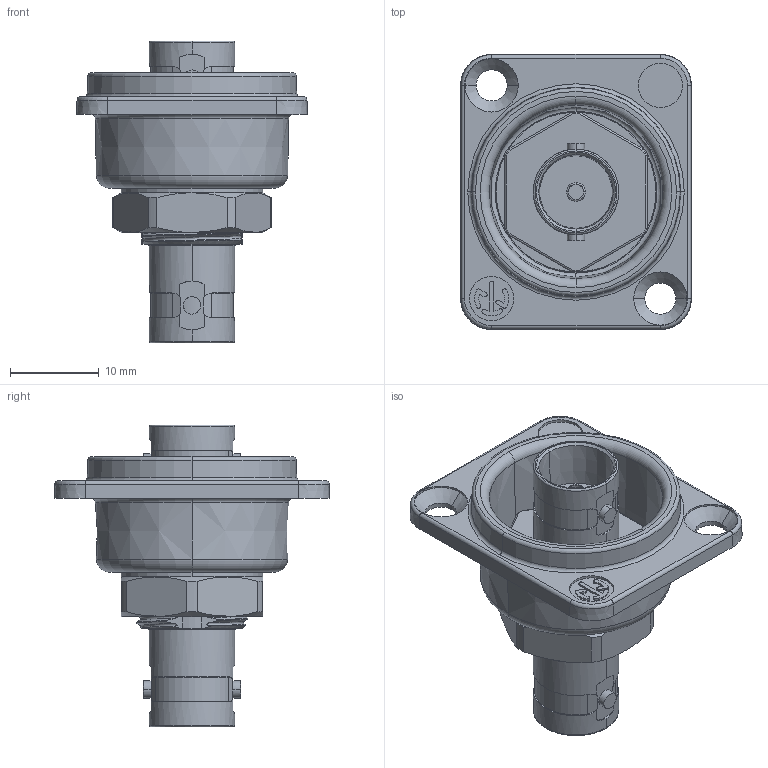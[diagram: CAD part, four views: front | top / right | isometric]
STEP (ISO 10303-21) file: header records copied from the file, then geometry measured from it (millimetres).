
FILE_DESCRIPTION((''),'2;1');
FILE_NAME('30009727','2022-06-13T14:24:58',('thomas.schmiedl'),(''),'CREO PARAMETRIC BY PTC INC, 2021184','CREO PARAMETRIC BY PTC INC, 2021184','');
FILE_SCHEMA(('AUTOMOTIVE_DESIGN { 1 0 10303 214 1 1 1 1 }'));
Length unit declared in the file: millimetre
Products named in the file (1): 30009727
Bounding box: 26 x 31 x 34 mm (x, y, z)
Volume: 5504.8 mm3; surface area: 4776.5 mm2
Topology: 1 solids, 1 shells, 329 faces, 762 edges, 461 vertices
Faces by surface type: cylinder 134, plane 72, torus 58, cone 31, sphere 24, bspline 10
Entity records: 11965 total; most frequent: CARTESIAN_POINT 4218, DIRECTION 1649, ORIENTED_EDGE 1524, EDGE_CURVE 762, AXIS2_PLACEMENT_3D 702, VERTEX_POINT 461, CIRCLE 383, EDGE_LOOP 359
